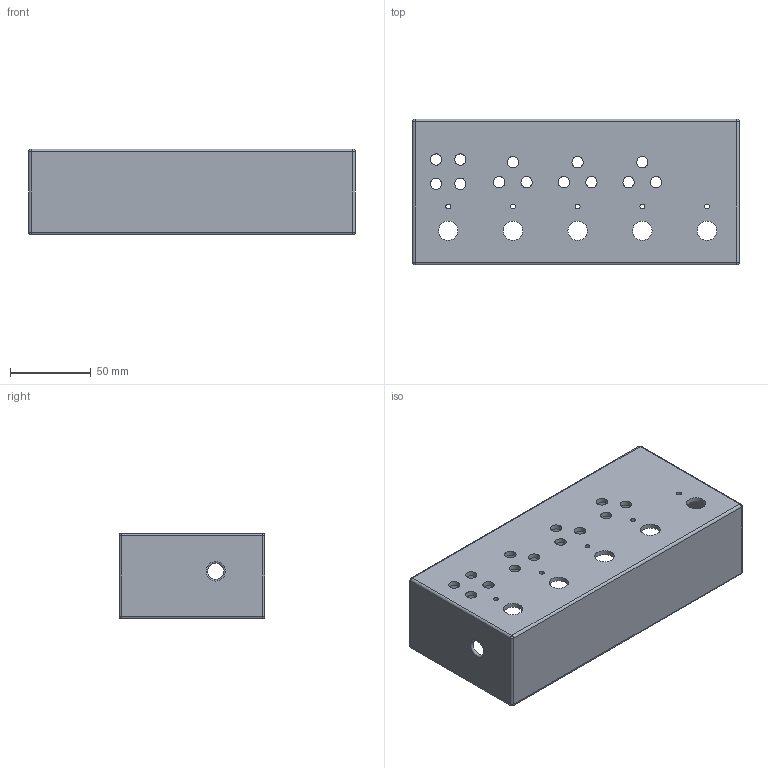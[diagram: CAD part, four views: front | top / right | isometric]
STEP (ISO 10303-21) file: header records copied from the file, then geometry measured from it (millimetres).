
FILE_DESCRIPTION(/* description */ (''),/* implementation_level */ '2;1');
FILE_NAME(/* name */ 'MUSE_CAD_CASE.step',/* time_stamp */ '2025-10-14T18:34:02-05:00',/* author */ (''),/* organization */ (''),/* preprocessor_version */ 'ST-DEVELOPER v20.1',/* originating_system */ 'Autodesk Translation Framework v14.17.0.0',/* authorisation */ '');
FILE_SCHEMA (('AUTOMOTIVE_DESIGN { 1 0 10303 214 3 1 1 }'));
Length unit declared in the file: millimetre
Products named in the file (1): 2025-09-24-18-40-40-526
Bounding box: 202 x 90 x 53 mm (x, y, z)
Volume: 112134.7 mm3; surface area: 96981.8 mm2
Topology: 1 solids, 1 shells, 122 faces, 282 edges, 176 vertices
Faces by surface type: cylinder 65, plane 43, sphere 12, torus 2
Full cylindrical faces by diameter (mm): 2.529 x8, 3 x5, 6.2 x4, 7 x13, 8.5 x1, 12 x5
Entity records: 3606 total; most frequent: DIRECTION 670, CARTESIAN_POINT 581, ORIENTED_EDGE 564, EDGE_CURVE 282, AXIS2_PLACEMENT_3D 265, EDGE_LOOP 188, VERTEX_POINT 176, CIRCLE 142
